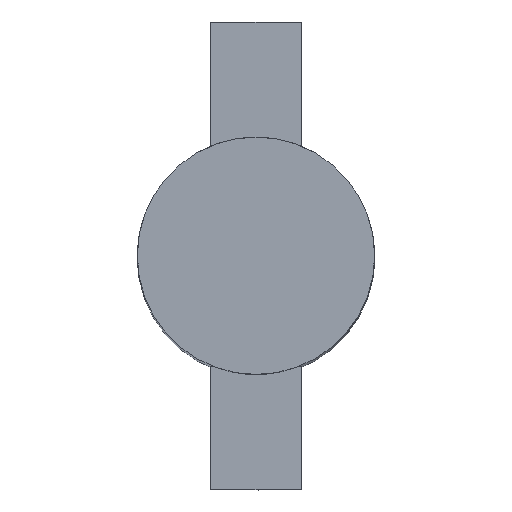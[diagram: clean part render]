
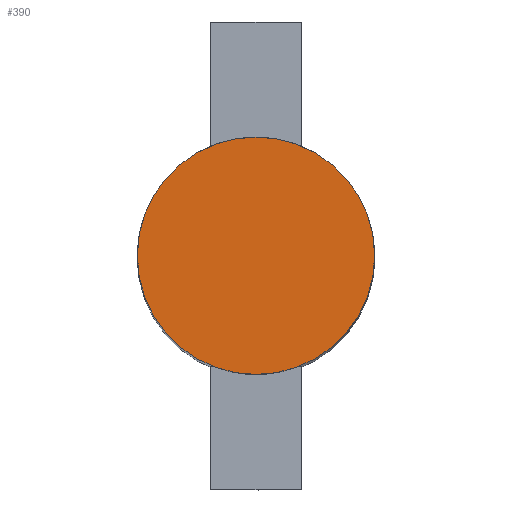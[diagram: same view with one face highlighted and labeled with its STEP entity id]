
A CAD part, top view. The second image highlights one B-rep face of the part: STEP entity #390.
In plain terms, the highlighted planar face has unit normal (0, 0, 1).
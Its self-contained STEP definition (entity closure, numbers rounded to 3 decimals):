
#49=FACE_OUTER_BOUND('',#70,.T.);
#70=EDGE_LOOP('',(#328));
#154=CIRCLE('',#441,3.4);
#190=VERTEX_POINT('',#675);
#242=EDGE_CURVE('',#190,#190,#154,.T.);
#328=ORIENTED_EDGE('',*,*,#242,.T.);
#370=PLANE('',#440);
#390=ADVANCED_FACE('',(#49),#370,.F.);
#440=AXIS2_PLACEMENT_3D('',#674,#544,#545);
#441=AXIS2_PLACEMENT_3D('',#676,#546,#547);
#544=DIRECTION('center_axis',(0.,0.,-1.));
#545=DIRECTION('ref_axis',(1.,0.,0.));
#546=DIRECTION('center_axis',(0.,0.,1.));
#547=DIRECTION('ref_axis',(1.,0.,0.));
#674=CARTESIAN_POINT('Origin',(41.5,59.,57.8));
#675=CARTESIAN_POINT('',(38.1,59.,57.8));
#676=CARTESIAN_POINT('Origin',(41.5,59.,57.8));
